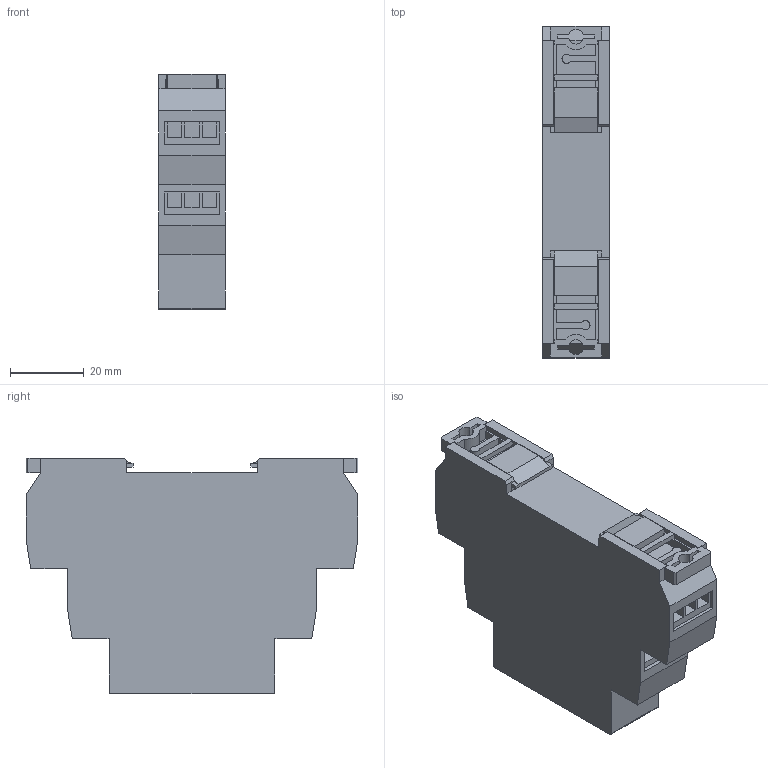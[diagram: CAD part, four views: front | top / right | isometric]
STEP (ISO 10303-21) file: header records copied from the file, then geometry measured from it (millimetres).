
FILE_DESCRIPTION (( 'STEP AP203' ), '1' );
FILE_NAME ('6.STEP', '2022-04-21T13:15:15', ( '' ), ( '' ), 'SwSTEP 2.0', 'SolidWorks 2017', '' );
FILE_SCHEMA (( 'CONFIG_CONTROL_DESIGN' ));
Length unit declared in the file: millimetre
Products named in the file (1): 6
Bounding box: 18 x 90 x 64 mm (x, y, z)
Volume: 75781.8 mm3; surface area: 19016.2 mm2
Topology: 1 solids, 2 shells, 798 faces, 2158 edges, 1404 vertices
Faces by surface type: plane 663, bspline 84, cylinder 51
Entity records: 29277 total; most frequent: CARTESIAN_POINT 9549, ORIENTED_EDGE 4316, DIRECTION 3600, EDGE_CURVE 2158, VECTOR 1810, LINE 1810, VERTEX_POINT 1404, AXIS2_PLACEMENT_3D 895
